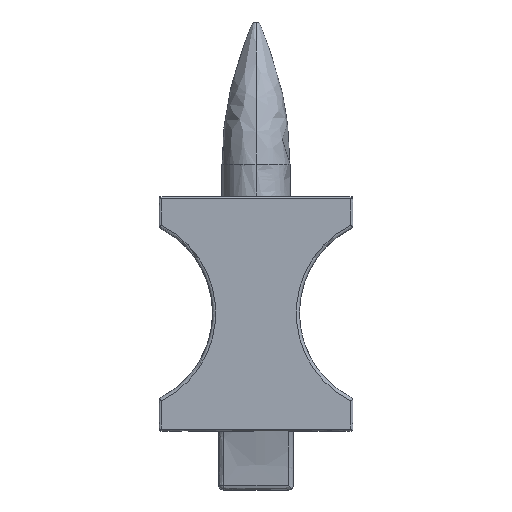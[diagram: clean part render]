
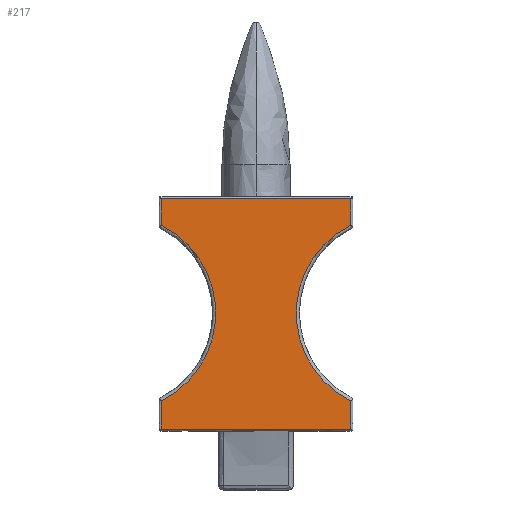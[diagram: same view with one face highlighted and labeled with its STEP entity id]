
A CAD part, front view. The second image highlights one B-rep face of the part: STEP entity #217.
In plain terms, the highlighted planar face has unit normal (0, -1, 0).
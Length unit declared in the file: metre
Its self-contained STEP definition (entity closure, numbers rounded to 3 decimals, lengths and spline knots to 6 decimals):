
#217=ADVANCED_FACE('15:10279',(#467),#468,.T.);
#467=FACE_OUTER_BOUND('',#9593,.T.);
#468=PLANE('',#9594);
#9593=EDGE_LOOP('',(#21952,#21953,#21954,#21955,#21956,#21957,#21958,#21959));
#9594=AXIS2_PLACEMENT_3D('',#21960,#21961,#21962);
#21952=ORIENTED_EDGE('',*,*,#22426,.F.);
#21953=ORIENTED_EDGE('',*,*,#22446,.F.);
#21954=ORIENTED_EDGE('',*,*,#22450,.F.);
#21955=ORIENTED_EDGE('',*,*,#22432,.F.);
#21956=ORIENTED_EDGE('',*,*,#22437,.F.);
#21957=ORIENTED_EDGE('',*,*,#22451,.F.);
#21958=ORIENTED_EDGE('',*,*,#22452,.F.);
#21959=ORIENTED_EDGE('',*,*,#22419,.F.);
#21960=CARTESIAN_POINT('',(0.008182,-0.033092,-0.08328));
#21961=DIRECTION('',(0.0,-1.0,0.0));
#21962=DIRECTION('',(1.0,0.0,0.0));
#22419=EDGE_CURVE('22:1323',#22850,#22852,#22853,.T.);
#22426=EDGE_CURVE('22:3517',#22862,#22850,#22864,.T.);
#22432=EDGE_CURVE('22:1296',#22870,#22872,#22873,.T.);
#22437=EDGE_CURVE('22:2770',#22878,#22870,#22880,.T.);
#22446=EDGE_CURVE('22:1305',#22892,#22862,#22894,.T.);
#22450=EDGE_CURVE('22:1287',#22872,#22892,#22898,.T.);
#22451=EDGE_CURVE('22:1335',#22899,#22878,#22900,.T.);
#22452=EDGE_CURVE('22:1311',#22852,#22899,#22901,.T.);
#22850=VERTEX_POINT('',#25524);
#22852=VERTEX_POINT('',#25541);
#22853=B_SPLINE_CURVE_WITH_KNOTS('',3,(#25542,#25543,#25544,#25545),.UNSPECIFIED.,.F.,.F.,(4,4),(0.001943,0.008166),.UNSPECIFIED.);
#22862=VERTEX_POINT('',#25590);
#22864=CIRCLE('',#25607,0.01921);
#22870=VERTEX_POINT('',#25637);
#22872=VERTEX_POINT('',#25654);
#22873=B_SPLINE_CURVE_WITH_KNOTS('',3,(#25655,#25656,#25657,#25658),.UNSPECIFIED.,.F.,.F.,(4,4),(0.0017,0.007615),.UNSPECIFIED.);
#22878=VERTEX_POINT('',#25694);
#22880=CIRCLE('',#25713,0.01921);
#22892=VERTEX_POINT('',#25774);
#22894=B_SPLINE_CURVE_WITH_KNOTS('',3,(#25791,#25792,#25793,#25794),.UNSPECIFIED.,.F.,.F.,(4,4),(0.001527,0.007441),.UNSPECIFIED.);
#22898=B_SPLINE_CURVE_WITH_KNOTS('',3,(#25823,#25824,#25825,#25826,#25827,#25828,#25829,#25830,#25831,#25832,#25833,#25834,#25835,#25836,#25837,#25838,#25839,#25840,#25841,#25842,#25843,#25844,#25845,#25846,#25847),.UNSPECIFIED.,.F.,.F.,(4,3,3,3,3,3,3,3,4),(0.000778,0.006555,0.012912,0.016885,0.019368,0.021851,0.025824,0.03218,0.037968),.UNSPECIFIED.);
#22899=VERTEX_POINT('',#25848);
#22900=B_SPLINE_CURVE_WITH_KNOTS('',3,(#25849,#25850,#25851,#25852),.UNSPECIFIED.,.F.,.F.,(4,4),(0.001516,0.007739),.UNSPECIFIED.);
#22901=B_SPLINE_CURVE_WITH_KNOTS('',3,(#25853,#25854,#25855,#25856,#25857,#25858,#25859,#25860,#25861,#25862,#25863,#25864,#25865,#25866,#25867,#25868,#25869,#25870),.UNSPECIFIED.,.F.,.F.,(4,2,2,2,2,2,2,2,4),(0.001571,0.004158,0.012103,0.017068,0.020171,0.023275,0.02824,0.036184,0.038762),.UNSPECIFIED.);
#25524=CARTESIAN_POINT('',(0.018593,-0.033092,-0.032289));
#25541=CARTESIAN_POINT('',(0.018595,-0.033092,-0.037806));
#25542=CARTESIAN_POINT('',(0.018593,-0.033092,-0.031583));
#25543=CARTESIAN_POINT('',(0.018594,-0.033092,-0.033658));
#25544=CARTESIAN_POINT('',(0.018594,-0.033092,-0.035732));
#25545=CARTESIAN_POINT('',(0.018595,-0.033092,-0.037806));
#25590=CARTESIAN_POINT('',(0.018593,-0.033092,0.002159));
#25607=AXIS2_PLACEMENT_3D('',#27379,#27380,#27381);
#25637=CARTESIAN_POINT('',(-0.018593,-0.033092,0.002159));
#25654=CARTESIAN_POINT('',(-0.018595,-0.033092,0.007368));
#25655=CARTESIAN_POINT('',(-0.018593,-0.033092,0.001453));
#25656=CARTESIAN_POINT('',(-0.018594,-0.033092,0.003425));
#25657=CARTESIAN_POINT('',(-0.018594,-0.033092,0.005396));
#25658=CARTESIAN_POINT('',(-0.018595,-0.033092,0.007368));
#25694=CARTESIAN_POINT('',(-0.018593,-0.033092,-0.032289));
#25713=AXIS2_PLACEMENT_3D('',#27382,#27383,#27384);
#25774=CARTESIAN_POINT('',(0.018595,-0.033092,0.007367));
#25791=CARTESIAN_POINT('',(0.018595,-0.033092,0.007367));
#25792=CARTESIAN_POINT('',(0.018594,-0.033092,0.005396));
#25793=CARTESIAN_POINT('',(0.018594,-0.033092,0.003425));
#25794=CARTESIAN_POINT('',(0.018593,-0.033092,0.001453));
#25823=CARTESIAN_POINT('',(-0.018595,-0.033092,0.007368));
#25824=CARTESIAN_POINT('',(-0.016669,-0.033092,0.007371));
#25825=CARTESIAN_POINT('',(-0.014743,-0.033092,0.007368));
#25826=CARTESIAN_POINT('',(-0.012817,-0.033092,0.007367));
#25827=CARTESIAN_POINT('',(-0.010699,-0.033092,0.007365));
#25828=CARTESIAN_POINT('',(-0.00858,-0.033092,0.007364));
#25829=CARTESIAN_POINT('',(-0.006461,-0.033092,0.007363));
#25830=CARTESIAN_POINT('',(-0.005137,-0.033092,0.007362));
#25831=CARTESIAN_POINT('',(-0.003812,-0.033092,0.007361));
#25832=CARTESIAN_POINT('',(-0.002488,-0.033092,0.007361));
#25833=CARTESIAN_POINT('',(-0.00166,-0.033092,0.007361));
#25834=CARTESIAN_POINT('',(-0.000833,-0.033092,0.007361));
#25835=CARTESIAN_POINT('',(-0.000005,-0.033092,0.007362));
#25836=CARTESIAN_POINT('',(0.000823,-0.033092,0.007362));
#25837=CARTESIAN_POINT('',(0.00165,-0.033092,0.007362));
#25838=CARTESIAN_POINT('',(0.002478,-0.033092,0.007362));
#25839=CARTESIAN_POINT('',(0.003802,-0.033092,0.007363));
#25840=CARTESIAN_POINT('',(0.005127,-0.033092,0.007364));
#25841=CARTESIAN_POINT('',(0.006451,-0.033092,0.007364));
#25842=CARTESIAN_POINT('',(0.00857,-0.033092,0.007366));
#25843=CARTESIAN_POINT('',(0.010689,-0.033092,0.007369));
#25844=CARTESIAN_POINT('',(0.012808,-0.033092,0.007369));
#25845=CARTESIAN_POINT('',(0.014737,-0.033092,0.007369));
#25846=CARTESIAN_POINT('',(0.016666,-0.033092,0.007371));
#25847=CARTESIAN_POINT('',(0.018595,-0.033092,0.007367));
#25848=CARTESIAN_POINT('',(-0.018595,-0.033092,-0.037806));
#25849=CARTESIAN_POINT('',(-0.018595,-0.033092,-0.037806));
#25850=CARTESIAN_POINT('',(-0.018594,-0.033092,-0.035732));
#25851=CARTESIAN_POINT('',(-0.018594,-0.033092,-0.033658));
#25852=CARTESIAN_POINT('',(-0.018593,-0.033092,-0.031583));
#25853=CARTESIAN_POINT('',(0.018595,-0.033092,-0.037806));
#25854=CARTESIAN_POINT('',(0.017733,-0.033092,-0.037805));
#25855=CARTESIAN_POINT('',(0.016871,-0.033092,-0.037804));
#25856=CARTESIAN_POINT('',(0.01336,-0.033092,-0.037801));
#25857=CARTESIAN_POINT('',(0.010712,-0.033092,-0.037799));
#25858=CARTESIAN_POINT('',(0.006409,-0.033092,-0.037796));
#25859=CARTESIAN_POINT('',(0.004754,-0.033092,-0.037796));
#25860=CARTESIAN_POINT('',(0.002064,-0.033092,-0.037795));
#25861=CARTESIAN_POINT('',(0.00103,-0.033092,-0.037795));
#25862=CARTESIAN_POINT('',(-0.001039,-0.033092,-0.037795));
#25863=CARTESIAN_POINT('',(-0.002073,-0.033092,-0.037795));
#25864=CARTESIAN_POINT('',(-0.004763,-0.033092,-0.037796));
#25865=CARTESIAN_POINT('',(-0.006418,-0.033092,-0.037796));
#25866=CARTESIAN_POINT('',(-0.010721,-0.033092,-0.037799));
#25867=CARTESIAN_POINT('',(-0.013369,-0.033092,-0.037801));
#25868=CARTESIAN_POINT('',(-0.016877,-0.033092,-0.037804));
#25869=CARTESIAN_POINT('',(-0.017736,-0.033092,-0.037805));
#25870=CARTESIAN_POINT('',(-0.018595,-0.033092,-0.037806));
#27379=CARTESIAN_POINT('',(0.0271,-0.033092,-0.015065));
#27380=DIRECTION('',(0.0,-1.0,0.0));
#27381=DIRECTION('',(-1.,0.0,0.));
#27382=CARTESIAN_POINT('',(-0.0271,-0.033092,-0.015065));
#27383=DIRECTION('',(0.0,-1.0,0.0));
#27384=DIRECTION('',(1.,0.0,0.));
